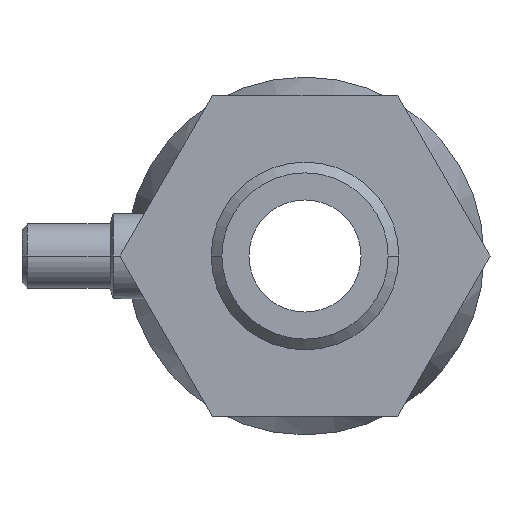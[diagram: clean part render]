
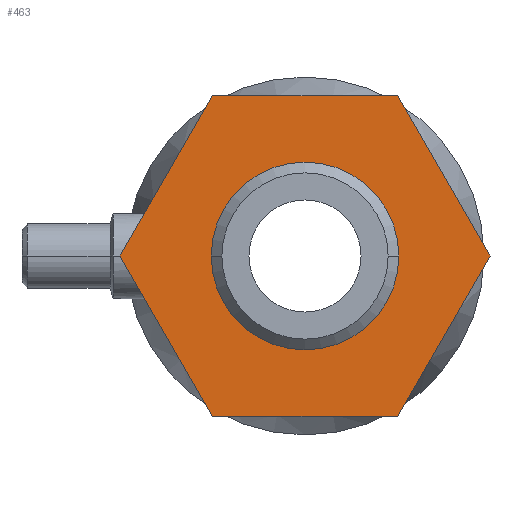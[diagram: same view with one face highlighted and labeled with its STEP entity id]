
A CAD part, left-side view. The second image highlights one B-rep face of the part: STEP entity #463.
In plain terms, the highlighted planar face has unit normal (-1, 0, 0).
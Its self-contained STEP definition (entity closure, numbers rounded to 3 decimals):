
#357 = EDGE_CURVE( '', #961, #933, #1006, .T. );
#359 = EDGE_CURVE( '', #461, #655, #1008, .T. );
#399 = VERTEX_POINT( '', #1054 );
#461 = VERTEX_POINT( '', #1127 );
#463 = ADVANCED_FACE( '', ( #1129, #1130 ), #1131, .T. );
#551 = EDGE_CURVE( '', #939, #927, #1227, .T. );
#655 = VERTEX_POINT( '', #1341 );
#745 = EDGE_CURVE( '', #927, #461, #1443, .T. );
#773 = VERTEX_POINT( '', #1474 );
#875 = EDGE_CURVE( '', #399, #773, #1591, .T. );
#879 = EDGE_CURVE( '', #773, #399, #1595, .T. );
#927 = VERTEX_POINT( '', #1650 );
#933 = VERTEX_POINT( '', #1657 );
#935 = EDGE_CURVE( '', #655, #961, #1659, .T. );
#939 = VERTEX_POINT( '', #1663 );
#947 = EDGE_CURVE( '', #933, #939, #1673, .T. );
#961 = VERTEX_POINT( '', #1687 );
#1006 = LINE( '', #1764, #1765 );
#1008 = LINE( '', #1768, #1769 );
#1054 = CARTESIAN_POINT( '', ( -86., -17.568, 0. ) );
#1127 = CARTESIAN_POINT( '', ( -86., -34.641, 0. ) );
#1129 = FACE_OUTER_BOUND( '', #1980, .T. );
#1130 = FACE_BOUND( '', #1981, .T. );
#1131 = PLANE( '', #1982 );
#1227 = LINE( '', #2147, #2148 );
#1341 = CARTESIAN_POINT( '', ( -86., -17.321, 30. ) );
#1443 = LINE( '', #2460, #2461 );
#1474 = CARTESIAN_POINT( '', ( -86., 17.568, 0. ) );
#1591 = CIRCLE( '', #2692, 17.568 );
#1595 = CIRCLE( '', #2715, 17.568 );
#1650 = CARTESIAN_POINT( '', ( -86., -17.321, -30. ) );
#1657 = CARTESIAN_POINT( '', ( -86., 34.641, 0. ) );
#1659 = LINE( '', #2841, #2842 );
#1663 = CARTESIAN_POINT( '', ( -86., 17.321, -30. ) );
#1673 = LINE( '', #2858, #2859 );
#1687 = CARTESIAN_POINT( '', ( -86., 17.321, 30. ) );
#1764 = CARTESIAN_POINT( '', ( -86., 34.221, 0.727 ) );
#1765 = VECTOR( '', #2930, 1. );
#1768 = CARTESIAN_POINT( '', ( -86., -17.74, 29.273 ) );
#1769 = VECTOR( '', #2931, 1. );
#1980 = EDGE_LOOP( '', ( #3090, #3091, #3092, #3093, #3094, #3095 ) );
#1981 = EDGE_LOOP( '', ( #3096, #3097 ) );
#1982 = AXIS2_PLACEMENT_3D( '', #3098, #3099, #3100 );
#2147 = CARTESIAN_POINT( '', ( -86., 6.982, -30. ) );
#2148 = VECTOR( '', #3215, 1. );
#2460 = CARTESIAN_POINT( '', ( -86., -26.4, -14.273 ) );
#2461 = VECTOR( '', #3452, 1. );
#2692 = AXIS2_PLACEMENT_3D( '', #3644, #3645, #3646 );
#2715 = AXIS2_PLACEMENT_3D( '', #3647, #3648, #3649 );
#2841 = CARTESIAN_POINT( '', ( -86., 24.302, 30. ) );
#2842 = VECTOR( '', #3733, 1. );
#2858 = CARTESIAN_POINT( '', ( -86., 25.561, -15.727 ) );
#2859 = VECTOR( '', #3753, 1. );
#2930 = DIRECTION( '', ( 0., 0.5, -0.866 ) );
#2931 = DIRECTION( '', ( 0., 0.5, 0.866 ) );
#3090 = ORIENTED_EDGE( '', *, *, #935, .T. );
#3091 = ORIENTED_EDGE( '', *, *, #357, .T. );
#3092 = ORIENTED_EDGE( '', *, *, #947, .T. );
#3093 = ORIENTED_EDGE( '', *, *, #551, .T. );
#3094 = ORIENTED_EDGE( '', *, *, #745, .T. );
#3095 = ORIENTED_EDGE( '', *, *, #359, .T. );
#3096 = ORIENTED_EDGE( '', *, *, #879, .F. );
#3097 = ORIENTED_EDGE( '', *, *, #875, .F. );
#3098 = CARTESIAN_POINT( '', ( -86., 31.284, 0. ) );
#3099 = DIRECTION( '', ( -1., 0., 0. ) );
#3100 = DIRECTION( '', ( 0., 1., 0. ) );
#3215 = DIRECTION( '', ( 0., -1., 0. ) );
#3452 = DIRECTION( '', ( 0., -0.5, 0.866 ) );
#3644 = CARTESIAN_POINT( '', ( -86., 0., 0. ) );
#3645 = DIRECTION( '', ( -1., 0., 0. ) );
#3646 = DIRECTION( '', ( 0., 1., 0. ) );
#3647 = CARTESIAN_POINT( '', ( -86., 0., 0. ) );
#3648 = DIRECTION( '', ( -1., 0., 0. ) );
#3649 = DIRECTION( '', ( 0., 1., 0. ) );
#3733 = DIRECTION( '', ( 0., 1., 0. ) );
#3753 = DIRECTION( '', ( 0., -0.5, -0.866 ) );
